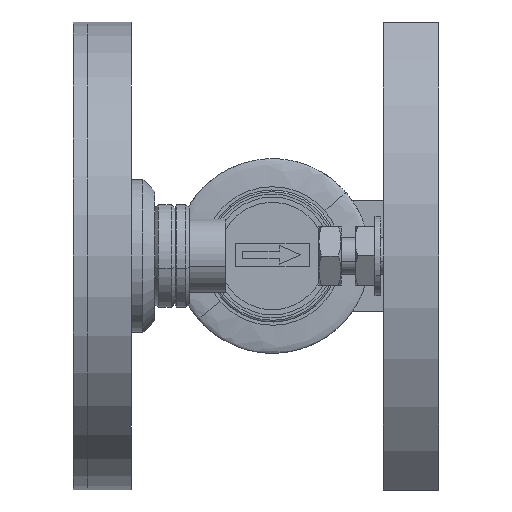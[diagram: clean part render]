
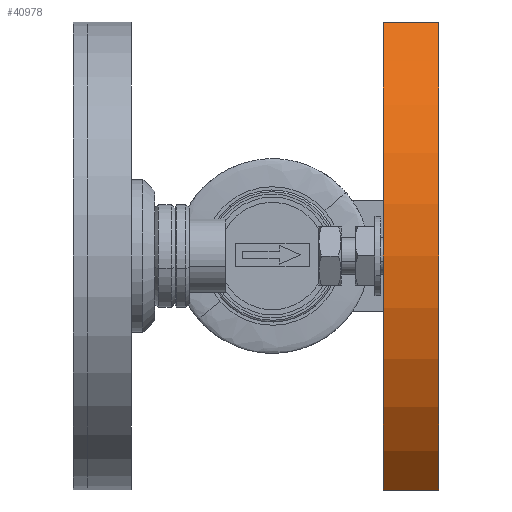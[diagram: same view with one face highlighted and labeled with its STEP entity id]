
A CAD part, left-side view. The second image highlights one B-rep face of the part: STEP entity #40978.
In plain terms, the highlighted cylindrical face has radius 69.469 mm (diameter 138.938 mm), a partial arc.
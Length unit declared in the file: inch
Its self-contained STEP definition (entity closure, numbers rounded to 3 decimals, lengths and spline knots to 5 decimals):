
#4949 = DIRECTION ( 'NONE',  ( 0., 0., 1. ) ) ;
#6367 = AXIS2_PLACEMENT_3D ( 'NONE', #44265, #8809, #4949 ) ;
#7472 = AXIS2_PLACEMENT_3D ( 'NONE', #49989, #30622, #17891 ) ;
#8664 = AXIS2_PLACEMENT_3D ( 'NONE', #44539, #9594, #9344 ) ;
#8809 = DIRECTION ( 'NONE',  ( 0., 1., 0. ) ) ;
#8958 = LINE ( 'NONE', #35460, #28906 ) ;
#9344 = DIRECTION ( 'NONE',  ( 0., 0., -1. ) ) ;
#9443 = EDGE_CURVE ( 'NONE', #48247, #13702, #46039, .T. ) ;
#9594 = DIRECTION ( 'NONE',  ( 0., -1., 0. ) ) ;
#11421 = CARTESIAN_POINT ( 'NONE',  ( -1.88149, 0.47, 1.985 ) ) ;
#13215 = CYLINDRICAL_SURFACE ( 'NONE', #8664, 2.735 ) ;
#13702 = VERTEX_POINT ( 'NONE', #30984 ) ;
#15746 = ORIENTED_EDGE ( 'NONE', *, *, #17157, .F. ) ;
#17157 = EDGE_CURVE ( 'NONE', #13702, #36012, #31179, .T. ) ;
#17891 = DIRECTION ( 'NONE',  ( 0., 0., 1. ) ) ;
#19250 = ORIENTED_EDGE ( 'NONE', *, *, #9443, .F. ) ;
#21572 = CARTESIAN_POINT ( 'NONE',  ( -1.88149, 0.47, -1.985 ) ) ;
#26007 = FACE_OUTER_BOUND ( 'NONE', #46843, .T. ) ;
#26970 = CARTESIAN_POINT ( 'NONE',  ( -1.88149, 0., -1.985 ) ) ;
#28906 = VECTOR ( 'NONE', #41320, 39.37008 ) ;
#30622 = DIRECTION ( 'NONE',  ( 0., 1., 0. ) ) ;
#30984 = CARTESIAN_POINT ( 'NONE',  ( -1.88149, 0.47, 1.985 ) ) ;
#31179 = LINE ( 'NONE', #11421, #35280 ) ;
#32348 = CARTESIAN_POINT ( 'NONE',  ( -1.88149, 0., 1.985 ) ) ;
#32535 = EDGE_CURVE ( 'NONE', #49923, #36012, #33156, .T. ) ;
#33156 = CIRCLE ( 'NONE', #7472, 2.735 ) ;
#35280 = VECTOR ( 'NONE', #35317, 39.37008 ) ;
#35317 = DIRECTION ( 'NONE',  ( 0., -1., 0. ) ) ;
#35460 = CARTESIAN_POINT ( 'NONE',  ( -1.88149, 0.47, -1.985 ) ) ;
#36012 = VERTEX_POINT ( 'NONE', #32348 ) ;
#36241 = ORIENTED_EDGE ( 'NONE', *, *, #32535, .T. ) ;
#38681 = ORIENTED_EDGE ( 'NONE', *, *, #46686, .T. ) ;
#40978 = ADVANCED_FACE ( 'NONE', ( #26007 ), #13215, .T. ) ;
#41320 = DIRECTION ( 'NONE',  ( 0., -1., 0. ) ) ;
#44265 = CARTESIAN_POINT ( 'NONE',  ( 0., 0.47, 0. ) ) ;
#44539 = CARTESIAN_POINT ( 'NONE',  ( 0., 0.47, 0. ) ) ;
#46039 = CIRCLE ( 'NONE', #6367, 2.735 ) ;
#46686 = EDGE_CURVE ( 'NONE', #48247, #49923, #8958, .T. ) ;
#46843 = EDGE_LOOP ( 'NONE', ( #36241, #15746, #19250, #38681 ) ) ;
#48247 = VERTEX_POINT ( 'NONE', #21572 ) ;
#49923 = VERTEX_POINT ( 'NONE', #26970 ) ;
#49989 = CARTESIAN_POINT ( 'NONE',  ( 0., 0., 0. ) ) ;
